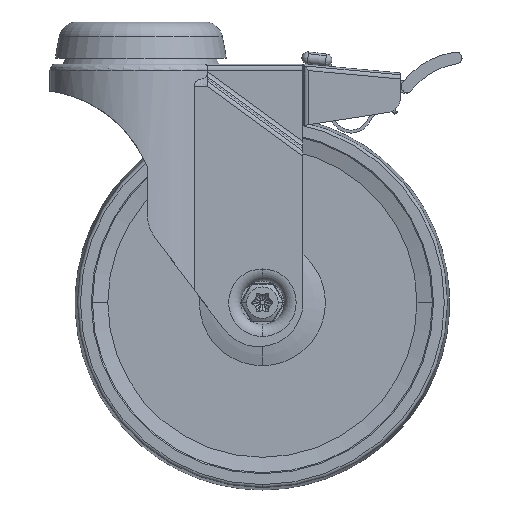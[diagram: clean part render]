
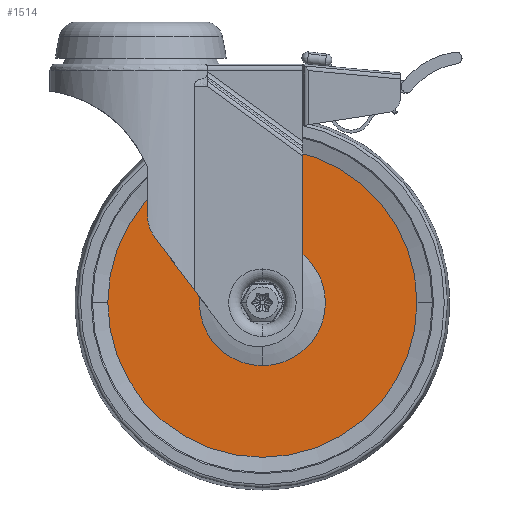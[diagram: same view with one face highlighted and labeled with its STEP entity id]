
A CAD part, front view. The second image highlights one B-rep face of the part: STEP entity #1514.
In plain terms, the highlighted planar face has unit normal (0, -1, 0).
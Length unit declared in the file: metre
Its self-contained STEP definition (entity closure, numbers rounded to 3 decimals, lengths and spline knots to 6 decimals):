
#1514=ADVANCED_FACE('',(#2638,#2639),#2640,.T.);
#2638=FACE_OUTER_BOUND('',#4043,.T.);
#2639=FACE_BOUND('',#4044,.T.);
#2640=PLANE('',#4045);
#4043=EDGE_LOOP('',(#11740,#11741));
#4044=EDGE_LOOP('',(#11742,#11743,#11744));
#4045=AXIS2_PLACEMENT_3D('',#11745,#11746,#11747);
#11740=ORIENTED_EDGE('',*,*,#14505,.F.);
#11741=ORIENTED_EDGE('',*,*,#14433,.F.);
#11742=ORIENTED_EDGE('',*,*,#14438,.T.);
#11743=ORIENTED_EDGE('',*,*,#14504,.T.);
#11744=ORIENTED_EDGE('',*,*,#14439,.T.);
#11745=CARTESIAN_POINT('',(-0.03625,-0.0015,0.0));
#11746=DIRECTION('',(0.,-1.0,0.0));
#11747=DIRECTION('',(1.0,0.,0.0));
#14433=EDGE_CURVE('',#16700,#16697,#16702,.T.);
#14438=EDGE_CURVE('',#16712,#16710,#16713,.T.);
#14439=EDGE_CURVE('',#16704,#16712,#16714,.T.);
#14504=EDGE_CURVE('',#16710,#16704,#16819,.T.);
#14505=EDGE_CURVE('',#16697,#16700,#16820,.T.);
#16697=VERTEX_POINT('',#21077);
#16700=VERTEX_POINT('',#21081);
#16702=CIRCLE('',#21084,0.0515);
#16704=VERTEX_POINT('',#21086);
#16710=VERTEX_POINT('',#21092);
#16712=VERTEX_POINT('',#21094);
#16713=CIRCLE('',#21095,0.021);
#16714=CIRCLE('',#21096,0.021);
#16819=CIRCLE('',#21211,0.021);
#16820=CIRCLE('',#21212,0.0515);
#21077=CARTESIAN_POINT('',(-0.0515,-0.0015,0.0));
#21081=CARTESIAN_POINT('',(0.0515,-0.0015,0.));
#21084=AXIS2_PLACEMENT_3D('',#26250,#26251,#26252);
#21086=CARTESIAN_POINT('',(0.,-0.0015,-0.021));
#21092=CARTESIAN_POINT('',(0.,-0.0015,0.021));
#21094=CARTESIAN_POINT('',(-0.021,-0.0015,0.0));
#21095=AXIS2_PLACEMENT_3D('',#26265,#26266,#26267);
#21096=AXIS2_PLACEMENT_3D('',#26268,#26269,#26270);
#21211=AXIS2_PLACEMENT_3D('',#26443,#26444,#26445);
#21212=AXIS2_PLACEMENT_3D('',#26446,#26447,#26448);
#26250=CARTESIAN_POINT('',(0.,-0.0015,0.0));
#26251=DIRECTION('',(0.,1.0,0.0));
#26252=DIRECTION('',(-1.0,0.,0.0));
#26265=CARTESIAN_POINT('',(0.,-0.0015,0.0));
#26266=DIRECTION('',(0.,1.0,0.0));
#26267=DIRECTION('',(-1.0,0.,0.0));
#26268=CARTESIAN_POINT('',(0.,-0.0015,0.0));
#26269=DIRECTION('',(0.,1.0,0.0));
#26270=DIRECTION('',(-1.0,0.,0.0));
#26443=CARTESIAN_POINT('',(0.,-0.0015,0.0));
#26444=DIRECTION('',(0.,1.0,0.0));
#26445=DIRECTION('',(-1.0,0.,0.0));
#26446=CARTESIAN_POINT('',(0.,-0.0015,0.0));
#26447=DIRECTION('',(0.,1.0,0.0));
#26448=DIRECTION('',(-1.0,0.,0.0));
